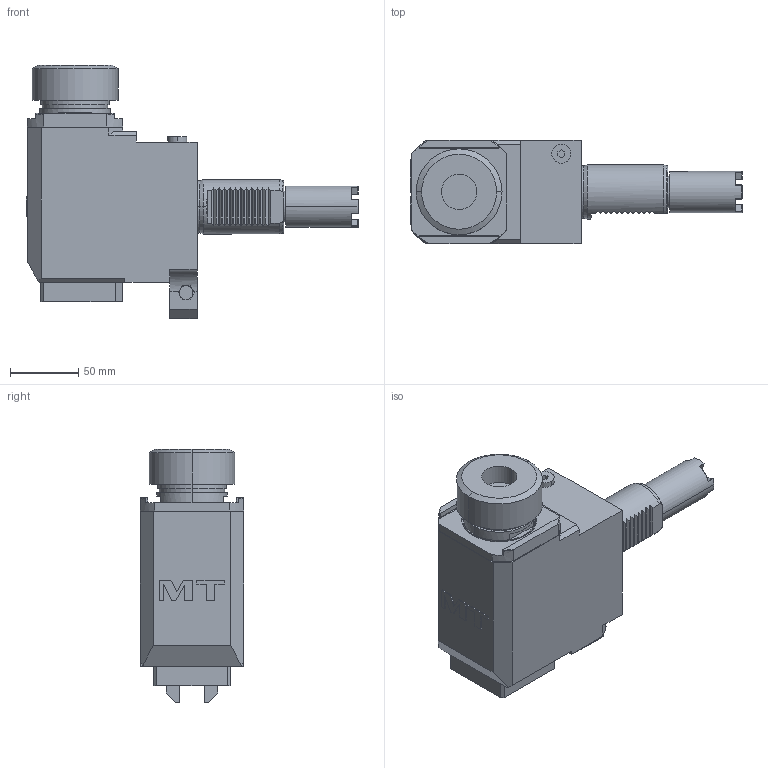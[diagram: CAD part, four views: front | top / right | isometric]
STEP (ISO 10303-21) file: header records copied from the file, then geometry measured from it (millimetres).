
FILE_DESCRIPTION((''),'2;1');
FILE_NAME('HAS0140240_CONF','2024-12-18T16:02:58',('fpalella'),('M.T. srl'),'CREO PARAMETRIC BY PTC INC, 2023352','CREO PARAMETRIC BY PTC INC, 2023352','');
FILE_SCHEMA(('CONFIG_CONTROL_DESIGN'));
Length unit declared in the file: millimetre
Products named in the file (1): HAS0140240_CONF
Bounding box: 243.55 x 76 x 185.66 mm (x, y, z)
Volume: 1310547 mm3; surface area: 104517 mm2
Topology: 1 solids, 1 shells, 338 faces, 889 edges, 576 vertices
Faces by surface type: plane 189, cylinder 90, cone 46, torus 11, extrusion 2
Entity records: 11711 total; most frequent: CARTESIAN_POINT 3543, ORIENTED_EDGE 1778, DIRECTION 1571, EDGE_CURVE 889, VERTEX_POINT 576, AXIS2_PLACEMENT_3D 552, VECTOR 467, LINE 465
